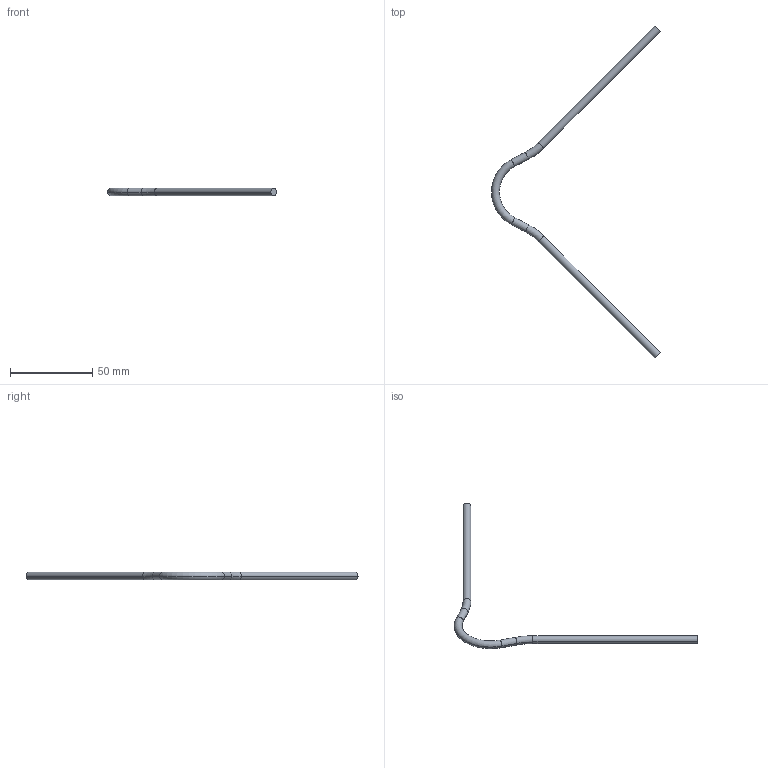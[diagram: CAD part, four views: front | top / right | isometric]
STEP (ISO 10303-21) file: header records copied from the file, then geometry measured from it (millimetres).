
FILE_DESCRIPTION(('CATIA V5 STEP Exchange'),'2;1');
FILE_NAME('2D-Ecke.stp','2018-06-26T07:18:01+00:00',('none'),('none'),'CATIA Version 5 Release 19 SP 3 (IN-10)','CATIA V5 STEP AP203','none');
FILE_SCHEMA(('CONFIG_CONTROL_DESIGN'));
Length unit declared in the file: millimetre
Products named in the file (1): 2D-Ecke
Bounding box: 102.4 x 201.41 x 4.75 mm (x, y, z)
Volume: 5028 mm3; surface area: 4269.6 mm2
Topology: 1 solids, 1 shells, 16 faces, 30 edges, 16 vertices
Faces by surface type: cylinder 8, torus 6, plane 2
Entity records: 385 total; most frequent: ORIENTED_EDGE 60, CARTESIAN_POINT 56, DIRECTION 48, AXIS2_PLACEMENT_3D 32, EDGE_CURVE 30, CIRCLE 22, ADVANCED_FACE 16, EDGE_LOOP 16
